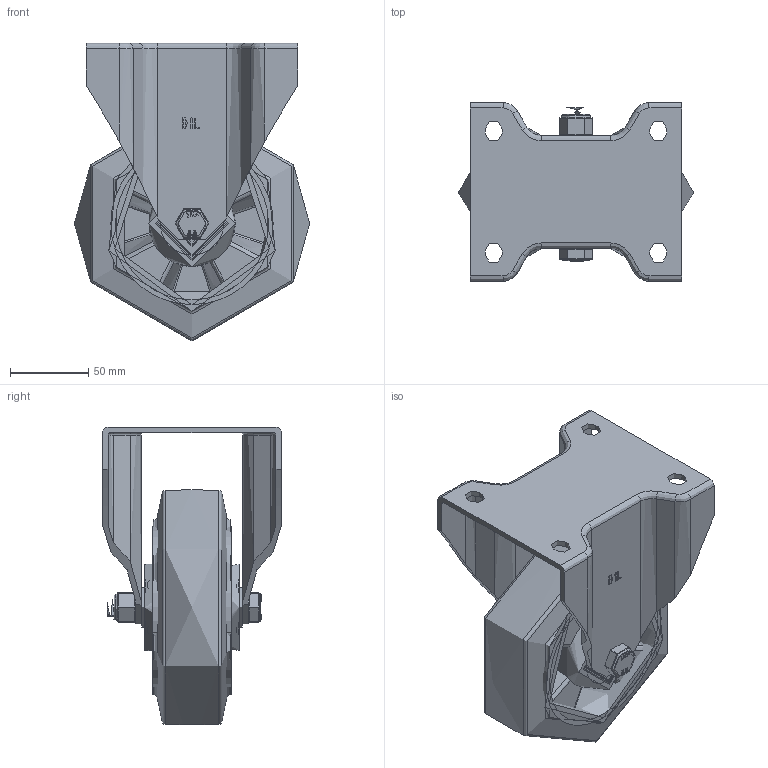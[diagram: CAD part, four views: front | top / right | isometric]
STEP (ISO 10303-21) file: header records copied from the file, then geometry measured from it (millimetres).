
FILE_DESCRIPTION(/* description */ ('','CAx-IF Rec.Pracs.---Representation and Presentation of Product Manufacturing Information (PMI)---4.0---2014-10-13'),/* implementation_level */ '2;1');
FILE_NAME(/* name */ 'BZPHF150ERBJ.step',/* time_stamp */ '2024-11-29T14:07:01Z',/* author */ (''),/* organization */ (''),/* preprocessor_version */ 'ST-DEVELOPER v20',/* originating_system */ 'Autodesk Translation Framework v13.20.0.188',/* authorisation */ '');
FILE_SCHEMA (('AP242_MANAGED_MODEL_BASED_3D_ENGINEERING_MIM_LF { 1 0 10303 442 1 1 4 }'));
Products named in the file (25): BZPHF150ERBJ; BZPHF150AS - 65 v1; ZINC PLATED, PRESSED STEEL BRACKET (1); BZH150WERBJM20 v1; 65 SHORE A RUBBER TYRE; ALUMINIUM RIM; ALUMINIUM RIM Geometry; BEARING SPACER; BEARING 6204; BALL BEARINGS; BEARING 6204 (1); BALL BEARINGS (1); Component3; STEEL; RUBBER; TH20X2X12 v1; ZINC PLATED HEADED SPACER; TH20X2X12 v1 (1); ZINC PLATED HEADED SPACER (1); HEXBOLTM12X90Z8.8 v2; GRADE 8.8 ZINC PLATED BOLT; NYLOCM12Z14MM v1; NYLOC NUT; NUT; RUBBER (1)
Assembly tree (41 placements, depth 5):
  BZPHF150ERBJ
    BZPHF150AS - 65 v1
      ZINC PLATED, PRESSED STEEL BRACKET (1)
    BZH150WERBJM20 v1
      65 SHORE A RUBBER TYRE
      ALUMINIUM RIM
        ALUMINIUM RIM Geometry
        BEARING SPACER
      BEARING 6204
        BALL BEARINGS
          Component3  x8
        STEEL
        RUBBER
      BEARING 6204 (1)
        BALL BEARINGS (1)
          Component3  x8
        STEEL
        RUBBER
    TH20X2X12 v1
      ZINC PLATED HEADED SPACER
    TH20X2X12 v1 (1)
      ZINC PLATED HEADED SPACER (1)
    HEXBOLTM12X90Z8.8 v2
      GRADE 8.8 ZINC PLATED BOLT
    NYLOCM12Z14MM v1
      NYLOC NUT
        NUT
        RUBBER (1)
Bounding box: 150 x 114 x 189.96 mm (x, y, z)
Volume: 711680.7 mm3; surface area: 254658.2 mm2
Topology: 35 solids, 35 shells, 1492 faces, 4108 edges, 2700 vertices
Faces by surface type: plane 661, bspline 470, cylinder 297, sphere 34, torus 27, cone 3
Full cylindrical faces by diameter (mm): 9.836 x16, 11.834 x16, 12 x3, 12.1 x2, 12.2 x2, 14 x2, 17.75 x1, 18.5 x1, 19.8 x2, 20 x3, 25 x3, 27 x10, 28.5 x4, 29 x8, 32 x1, 40 x4, 40.5 x4, 41.5 x4, 42 x8, 44 x2, 47 x4, 55 x2, 97.5 x1, 103.5 x2, 111.5 x2
Entity records: 50665 total; most frequent: CARTESIAN_POINT 26409, ORIENTED_EDGE 5490, DIRECTION 4006, EDGE_CURVE 2745, VERTEX_POINT 1800, AXIS2_PLACEMENT_3D 1402, LINE 1202, VECTOR 1202
